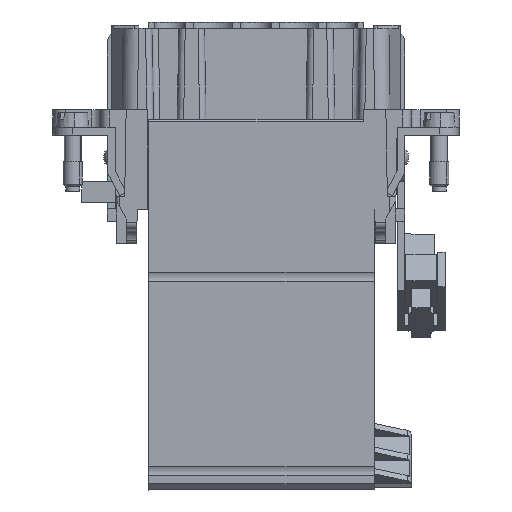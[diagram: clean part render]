
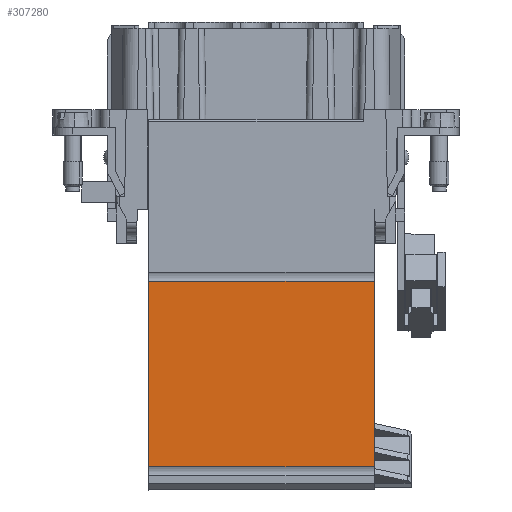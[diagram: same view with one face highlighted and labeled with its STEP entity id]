
A CAD part, left-side view. The second image highlights one B-rep face of the part: STEP entity #307280.
In plain terms, the highlighted face is planar.
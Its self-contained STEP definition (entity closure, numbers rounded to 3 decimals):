
#305630=CARTESIAN_POINT('',(18.394,17.15,
69.95));
#305640=VERTEX_POINT('',#305630);
#305670=CARTESIAN_POINT('',(18.394,17.15,
307.808));
#305680=DIRECTION('',(0.,0.,1.));
#305690=VECTOR('',#305680,1.);
#305700=LINE('',#305670,#305690);
#305710=CARTESIAN_POINT('',(18.394,17.15,
40.95));
#305720=VERTEX_POINT('',#305710);
#305730=EDGE_CURVE('',#305720,#305640,#305700,.T.);
#306790=CARTESIAN_POINT('',(22.409,17.15,
40.95));
#306800=DIRECTION('',(1.,0.,0.));
#306810=VECTOR('',#306800,1.);
#306820=LINE('',#306790,#306810);
#306830=CARTESIAN_POINT('',(-16.806,17.15,
40.95));
#306840=VERTEX_POINT('',#306830);
#306850=EDGE_CURVE('',#306840,#305720,#306820,.T.);
#307050=CARTESIAN_POINT('',(16.684,17.15,
46.165));
#307060=DIRECTION('',(0.,1.,0.));
#307070=DIRECTION('',(0.,0.,-1.));
#307080=AXIS2_PLACEMENT_3D('',#307050,#307060,#307070);
#307090=PLANE('',#307080);
#307100=CARTESIAN_POINT('',(-16.806,17.15,
318.945));
#307110=DIRECTION('',(0.,0.,1.));
#307120=VECTOR('',#307110,1.);
#307130=LINE('',#307100,#307120);
#307140=CARTESIAN_POINT('',(-16.806,17.15,
69.95));
#307150=VERTEX_POINT('',#307140);
#307160=EDGE_CURVE('',#306840,#307150,#307130,.T.);
#307170=ORIENTED_EDGE('',*,*,#307160,.T.);
#307180=ORIENTED_EDGE('',*,*,#306850,.F.);
#307190=ORIENTED_EDGE('',*,*,#305730,.F.);
#307200=CARTESIAN_POINT('',(22.409,17.15,
69.95));
#307210=DIRECTION('',(-1.,0.,0.));
#307220=VECTOR('',#307210,1.);
#307230=LINE('',#307200,#307220);
#307240=EDGE_CURVE('',#305640,#307150,#307230,.T.);
#307250=ORIENTED_EDGE('',*,*,#307240,.F.);
#307260=EDGE_LOOP('',(#307250,#307190,#307180,#307170));
#307270=FACE_OUTER_BOUND('',#307260,.T.);
#307280=ADVANCED_FACE('',(#307270),#307090,.T.);
